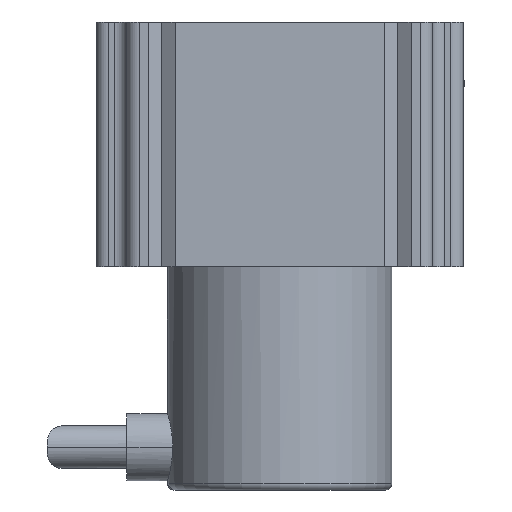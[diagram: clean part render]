
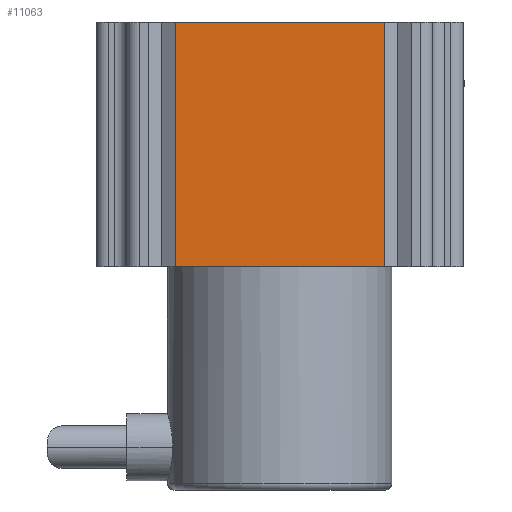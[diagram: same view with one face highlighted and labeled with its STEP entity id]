
A CAD part, front view. The second image highlights one B-rep face of the part: STEP entity #11063.
In plain terms, the highlighted planar face has unit normal (0, -1, 0).
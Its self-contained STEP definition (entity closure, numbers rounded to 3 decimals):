
#159 = PLANE('',#160);
#160 = AXIS2_PLACEMENT_3D('',#161,#162,#163);
#161 = CARTESIAN_POINT('',(142.,-245.,-465.3));
#162 = DIRECTION('',(0.,0.,-1.));
#163 = DIRECTION('',(-0.695,0.719,0.));
#215 = PLANE('',#216);
#216 = AXIS2_PLACEMENT_3D('',#217,#218,#219);
#217 = CARTESIAN_POINT('',(142.,-245.,-425.3));
#218 = DIRECTION('',(0.,0.,1.));
#219 = DIRECTION('',(1.,0.,0.));
#1409 = VERTEX_POINT('',#1410);
#1410 = CARTESIAN_POINT('',(124.914,-275.,-465.3));
#1424 = PLANE('',#1425);
#1425 = AXIS2_PLACEMENT_3D('',#1426,#1427,#1428);
#1426 = CARTESIAN_POINT('',(124.914,-273.,-465.3));
#1427 = DIRECTION('',(-1.,0.,0.));
#1428 = DIRECTION('',(0.,-1.,0.));
#1436 = EDGE_CURVE('',#1409,#1437,#1439,.T.);
#1437 = VERTEX_POINT('',#1438);
#1438 = CARTESIAN_POINT('',(159.086,-275.,-465.3));
#1439 = SURFACE_CURVE('',#1440,(#1444,#1451),.PCURVE_S1.);
#1440 = LINE('',#1441,#1442);
#1441 = CARTESIAN_POINT('',(124.914,-275.,-465.3));
#1442 = VECTOR('',#1443,1.);
#1443 = DIRECTION('',(1.,0.,0.));
#1444 = PCURVE('',#159,#1445);
#1445 = DEFINITIONAL_REPRESENTATION('',(#1446),#1450);
#1446 = LINE('',#1447,#1448);
#1447 = CARTESIAN_POINT('',(-9.687,-33.137));
#1448 = VECTOR('',#1449,1.);
#1449 = DIRECTION('',(-0.695,0.719));
#1450 = ( GEOMETRIC_REPRESENTATION_CONTEXT(2) 
PARAMETRIC_REPRESENTATION_CONTEXT() REPRESENTATION_CONTEXT('2D SPACE',''
  ) );
#1451 = PCURVE('',#1452,#1457);
#1452 = PLANE('',#1453);
#1453 = AXIS2_PLACEMENT_3D('',#1454,#1455,#1456);
#1454 = CARTESIAN_POINT('',(124.914,-275.,-465.3));
#1455 = DIRECTION('',(0.,-1.,0.));
#1456 = DIRECTION('',(1.,0.,0.));
#1457 = DEFINITIONAL_REPRESENTATION('',(#1458),#1462);
#1458 = LINE('',#1459,#1460);
#1459 = CARTESIAN_POINT('',(0.,0.));
#1460 = VECTOR('',#1461,1.);
#1461 = DIRECTION('',(1.,0.));
#1462 = ( GEOMETRIC_REPRESENTATION_CONTEXT(2) 
PARAMETRIC_REPRESENTATION_CONTEXT() REPRESENTATION_CONTEXT('2D SPACE',''
  ) );
#1480 = PLANE('',#1481);
#1481 = AXIS2_PLACEMENT_3D('',#1482,#1483,#1484);
#1482 = CARTESIAN_POINT('',(159.086,-275.,-465.3));
#1483 = DIRECTION('',(1.,0.,0.));
#1484 = DIRECTION('',(0.,1.,0.));
#11019 = EDGE_CURVE('',#1437,#11020,#11022,.T.);
#11020 = VERTEX_POINT('',#11021);
#11021 = CARTESIAN_POINT('',(159.086,-275.,-425.3));
#11022 = SURFACE_CURVE('',#11023,(#11027,#11034),.PCURVE_S1.);
#11023 = LINE('',#11024,#11025);
#11024 = CARTESIAN_POINT('',(159.086,-275.,-465.3));
#11025 = VECTOR('',#11026,1.);
#11026 = DIRECTION('',(0.,0.,1.));
#11027 = PCURVE('',#1480,#11028);
#11028 = DEFINITIONAL_REPRESENTATION('',(#11029),#11033);
#11029 = LINE('',#11030,#11031);
#11030 = CARTESIAN_POINT('',(0.,0.));
#11031 = VECTOR('',#11032,1.);
#11032 = DIRECTION('',(0.,1.));
#11033 = ( GEOMETRIC_REPRESENTATION_CONTEXT(2) 
PARAMETRIC_REPRESENTATION_CONTEXT() REPRESENTATION_CONTEXT('2D SPACE',''
  ) );
#11034 = PCURVE('',#1452,#11035);
#11035 = DEFINITIONAL_REPRESENTATION('',(#11036),#11040);
#11036 = LINE('',#11037,#11038);
#11037 = CARTESIAN_POINT('',(34.172,0.));
#11038 = VECTOR('',#11039,1.);
#11039 = DIRECTION('',(0.,1.));
#11040 = ( GEOMETRIC_REPRESENTATION_CONTEXT(2) 
PARAMETRIC_REPRESENTATION_CONTEXT() REPRESENTATION_CONTEXT('2D SPACE',''
  ) );
#11063 = ADVANCED_FACE('',(#11064),#1452,.T.);
#11064 = FACE_BOUND('',#11065,.F.);
#11065 = EDGE_LOOP('',(#11066,#11067,#11090,#11111));
#11066 = ORIENTED_EDGE('',*,*,#1436,.F.);
#11067 = ORIENTED_EDGE('',*,*,#11068,.T.);
#11068 = EDGE_CURVE('',#1409,#11069,#11071,.T.);
#11069 = VERTEX_POINT('',#11070);
#11070 = CARTESIAN_POINT('',(124.914,-275.,-425.3));
#11071 = SURFACE_CURVE('',#11072,(#11076,#11083),.PCURVE_S1.);
#11072 = LINE('',#11073,#11074);
#11073 = CARTESIAN_POINT('',(124.914,-275.,-465.3));
#11074 = VECTOR('',#11075,1.);
#11075 = DIRECTION('',(0.,0.,1.));
#11076 = PCURVE('',#1452,#11077);
#11077 = DEFINITIONAL_REPRESENTATION('',(#11078),#11082);
#11078 = LINE('',#11079,#11080);
#11079 = CARTESIAN_POINT('',(0.,0.));
#11080 = VECTOR('',#11081,1.);
#11081 = DIRECTION('',(0.,1.));
#11082 = ( GEOMETRIC_REPRESENTATION_CONTEXT(2) 
PARAMETRIC_REPRESENTATION_CONTEXT() REPRESENTATION_CONTEXT('2D SPACE',''
  ) );
#11083 = PCURVE('',#1424,#11084);
#11084 = DEFINITIONAL_REPRESENTATION('',(#11085),#11089);
#11085 = LINE('',#11086,#11087);
#11086 = CARTESIAN_POINT('',(2.,0.));
#11087 = VECTOR('',#11088,1.);
#11088 = DIRECTION('',(0.,1.));
#11089 = ( GEOMETRIC_REPRESENTATION_CONTEXT(2) 
PARAMETRIC_REPRESENTATION_CONTEXT() REPRESENTATION_CONTEXT('2D SPACE',''
  ) );
#11090 = ORIENTED_EDGE('',*,*,#11091,.T.);
#11091 = EDGE_CURVE('',#11069,#11020,#11092,.T.);
#11092 = SURFACE_CURVE('',#11093,(#11097,#11104),.PCURVE_S1.);
#11093 = LINE('',#11094,#11095);
#11094 = CARTESIAN_POINT('',(124.914,-275.,-425.3));
#11095 = VECTOR('',#11096,1.);
#11096 = DIRECTION('',(1.,0.,0.));
#11097 = PCURVE('',#1452,#11098);
#11098 = DEFINITIONAL_REPRESENTATION('',(#11099),#11103);
#11099 = LINE('',#11100,#11101);
#11100 = CARTESIAN_POINT('',(0.,40.));
#11101 = VECTOR('',#11102,1.);
#11102 = DIRECTION('',(1.,0.));
#11103 = ( GEOMETRIC_REPRESENTATION_CONTEXT(2) 
PARAMETRIC_REPRESENTATION_CONTEXT() REPRESENTATION_CONTEXT('2D SPACE',''
  ) );
#11104 = PCURVE('',#215,#11105);
#11105 = DEFINITIONAL_REPRESENTATION('',(#11106),#11110);
#11106 = LINE('',#11107,#11108);
#11107 = CARTESIAN_POINT('',(-17.086,-30.));
#11108 = VECTOR('',#11109,1.);
#11109 = DIRECTION('',(1.,0.));
#11110 = ( GEOMETRIC_REPRESENTATION_CONTEXT(2) 
PARAMETRIC_REPRESENTATION_CONTEXT() REPRESENTATION_CONTEXT('2D SPACE',''
  ) );
#11111 = ORIENTED_EDGE('',*,*,#11019,.F.);
